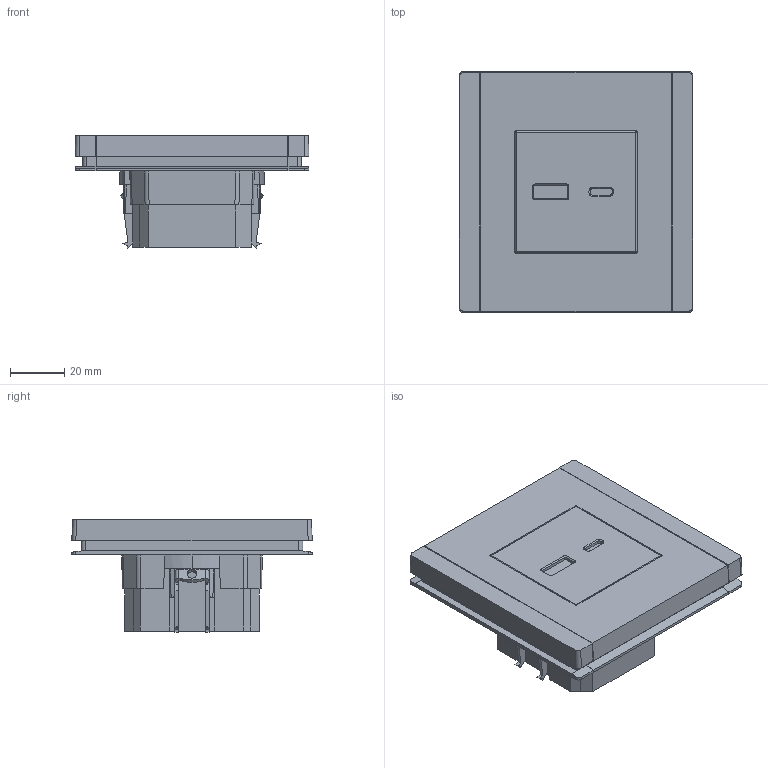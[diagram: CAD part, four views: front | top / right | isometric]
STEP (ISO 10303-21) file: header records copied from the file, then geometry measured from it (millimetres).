
FILE_DESCRIPTION (( 'STEP AP214' ), '1' );
FILE_NAME ('USB A+C.STEP', '2025-03-13T09:52:04', ( '' ), ( '' ), 'SwSTEP 2.0', 'SolidWorks 2022', '' );
FILE_SCHEMA (( 'AUTOMOTIVE_DESIGN' ));
Length unit declared in the file: millimetre
Products named in the file (1): USB A+C
Bounding box: 86.46 x 89 x 41.56 mm (x, y, z)
Volume: 153815.1 mm3; surface area: 44817.5 mm2
Topology: 1 solids, 48 shells, 1717 faces, 4745 edges, 3115 vertices
Faces by surface type: plane 1261, cylinder 380, bspline 42, cone 22, sphere 8, torus 4
Entity records: 54858 total; most frequent: CARTESIAN_POINT 12335, ORIENTED_EDGE 9490, DIRECTION 8014, EDGE_CURVE 4745, VECTOR 3632, LINE 3632, VERTEX_POINT 3115, AXIS2_PLACEMENT_3D 2191
